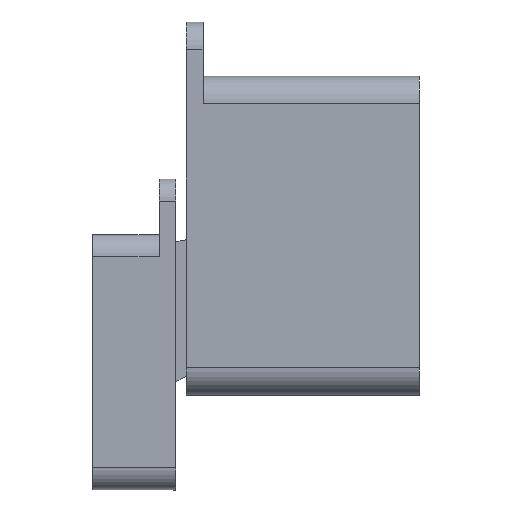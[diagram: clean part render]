
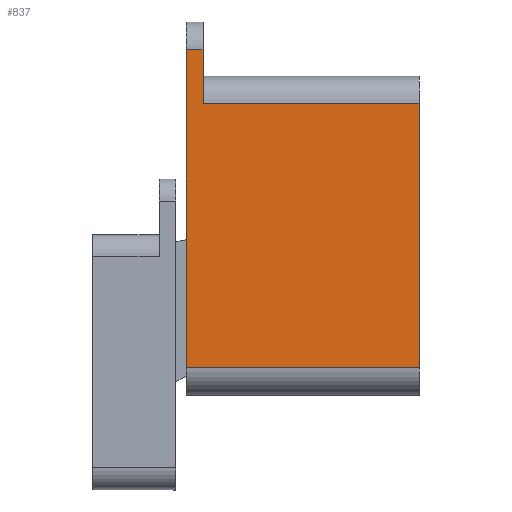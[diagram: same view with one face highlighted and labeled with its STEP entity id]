
A CAD part, top view. The second image highlights one B-rep face of the part: STEP entity #837.
In plain terms, the highlighted planar face has unit normal (0, 0, 1).
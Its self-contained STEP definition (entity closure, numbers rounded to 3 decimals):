
#40 = VECTOR ( 'NONE', #1438, 1000. ) ;
#200 = ORIENTED_EDGE ( 'NONE', *, *, #943, .F. ) ;
#256 = CARTESIAN_POINT ( 'NONE',  ( 42., -57.27, 5. ) ) ;
#289 = EDGE_CURVE ( 'NONE', #808, #1063, #865, .T. ) ;
#307 = ORIENTED_EDGE ( 'NONE', *, *, #1391, .F. ) ;
#331 = ORIENTED_EDGE ( 'NONE', *, *, #289, .T. ) ;
#411 = EDGE_CURVE ( 'Kante2', #808, #995, #1722, .T. ) ;
#438 = VECTOR ( 'NONE', #1120, 1000. ) ;
#441 = DIRECTION ( 'NONE',  ( 0., 0., 1. ) ) ;
#491 = VECTOR ( 'NONE', #1666, 1000. ) ;
#517 = CARTESIAN_POINT ( 'NONE',  ( 0., 0., 5. ) ) ;
#575 = CARTESIAN_POINT ( 'NONE',  ( 0., 0., 5. ) ) ;
#637 = VECTOR ( 'NONE', #884, 1000. ) ;
#653 = FACE_OUTER_BOUND ( 'NONE', #1741, .T. ) ;
#680 = VECTOR ( 'NONE', #942, 1000. ) ;
#730 = CARTESIAN_POINT ( 'NONE',  ( 3., 0., 5. ) ) ;
#745 = CARTESIAN_POINT ( 'NONE',  ( 0., 0., 5. ) ) ;
#808 = VERTEX_POINT ( 'NONE', #856 ) ;
#837 = ADVANCED_FACE ( 'NONE', ( #653 ), #1014, .T. ) ;
#856 = CARTESIAN_POINT ( 'NONE',  ( 0., -57.27, 5. ) ) ;
#860 = CARTESIAN_POINT ( 'NONE',  ( 3., -4.77, 5. ) ) ;
#865 = LINE ( 'NONE', #256, #438 ) ;
#884 = DIRECTION ( 'NONE',  ( -1., 0., 0. ) ) ;
#888 = LINE ( 'NONE', #1124, #491 ) ;
#942 = DIRECTION ( 'NONE',  ( 0., -1., 0. ) ) ;
#943 = EDGE_CURVE ( 'Kante1', #1192, #1063, #1062, .T. ) ;
#957 = ORIENTED_EDGE ( 'NONE', *, *, #1051, .T. ) ;
#995 = VERTEX_POINT ( 'NONE', #517 ) ;
#1014 = PLANE ( 'NONE',  #1061 ) ;
#1051 = EDGE_CURVE ( 'NONE', #1192, #1125, #888, .T. ) ;
#1061 = AXIS2_PLACEMENT_3D ( 'NONE', #575, #441, #1443 ) ;
#1062 = LINE ( 'NONE', #1498, #680 ) ;
#1063 = VERTEX_POINT ( 'NONE', #1673 ) ;
#1120 = DIRECTION ( 'NONE',  ( 1., 0., 0. ) ) ;
#1124 = CARTESIAN_POINT ( 'NONE',  ( 3., -9.77, 5. ) ) ;
#1125 = VERTEX_POINT ( 'NONE', #1423 ) ;
#1192 = VERTEX_POINT ( 'NONE', #1560 ) ;
#1252 = DIRECTION ( 'NONE',  ( 0., 1., 0. ) ) ;
#1319 = ORIENTED_EDGE ( 'NONE', *, *, #411, .F. ) ;
#1345 = VECTOR ( 'NONE', #1252, 1000. ) ;
#1388 = CARTESIAN_POINT ( 'NONE',  ( 0., 5., 5. ) ) ;
#1391 = EDGE_CURVE ( 'NONE', #1783, #1125, #1801, .T. ) ;
#1423 = CARTESIAN_POINT ( 'NONE',  ( 3., -9.77, 5. ) ) ;
#1438 = DIRECTION ( 'NONE',  ( 0., -1., 0. ) ) ;
#1443 = DIRECTION ( 'NONE',  ( -1., 0., 0. ) ) ;
#1498 = CARTESIAN_POINT ( 'NONE',  ( 42., -4.77, 5. ) ) ;
#1560 = CARTESIAN_POINT ( 'NONE',  ( 42., -9.77, 5. ) ) ;
#1666 = DIRECTION ( 'NONE',  ( -1., 0., 0. ) ) ;
#1673 = CARTESIAN_POINT ( 'NONE',  ( 42., -57.27, 5. ) ) ;
#1684 = ORIENTED_EDGE ( 'NONE', *, *, #1794, .T. ) ;
#1722 = LINE ( 'NONE', #1388, #1345 ) ;
#1741 = EDGE_LOOP ( 'NONE', ( #307, #1684, #1319, #331, #200, #957 ) ) ;
#1783 = VERTEX_POINT ( 'NONE', #730 ) ;
#1794 = EDGE_CURVE ( 'NONE', #1783, #995, #1805, .T. ) ;
#1801 = LINE ( 'NONE', #860, #40 ) ;
#1805 = LINE ( 'NONE', #745, #637 ) ;
